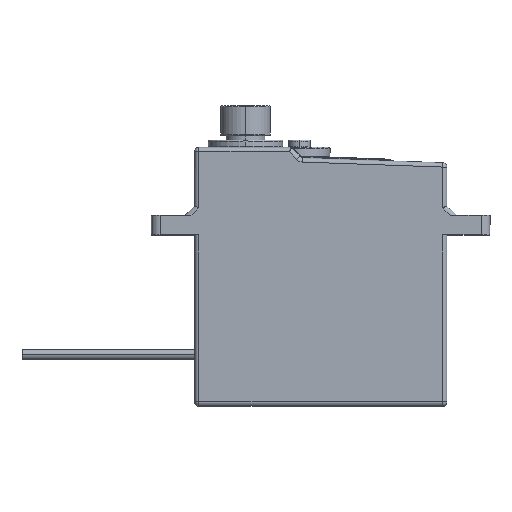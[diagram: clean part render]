
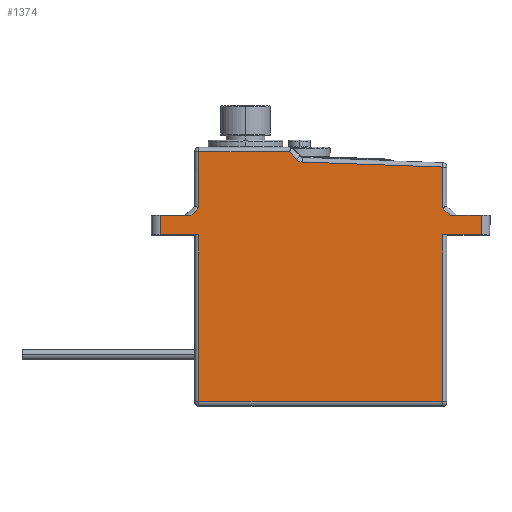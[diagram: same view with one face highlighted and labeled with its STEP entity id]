
A CAD part, top view. The second image highlights one B-rep face of the part: STEP entity #1374.
In plain terms, the highlighted planar face has unit normal (0, 0, 1).
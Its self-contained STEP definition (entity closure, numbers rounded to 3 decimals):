
#56 = DIRECTION ( 'NONE',  ( -0.685, 0.729, 0. ) ) ;
#70 = CARTESIAN_POINT ( 'NONE',  ( -18.625, 0., 13.8 ) ) ;
#110 = VERTEX_POINT ( 'NONE', #3767 ) ;
#113 = LINE ( 'NONE', #4600, #4381 ) ;
#121 = ORIENTED_EDGE ( 'NONE', *, *, #3115, .T. ) ;
#133 = VECTOR ( 'NONE', #1226, 1000. ) ;
#176 = EDGE_CURVE ( 'NONE', #5215, #430, #1340, .T. ) ;
#281 = DIRECTION ( 'NONE',  ( 0., 0., 1. ) ) ;
#282 = VECTOR ( 'NONE', #1765, 1000. ) ;
#368 = VERTEX_POINT ( 'NONE', #811 ) ;
#371 = CARTESIAN_POINT ( 'NONE',  ( 0., 19.85, 13.8 ) ) ;
#375 = LINE ( 'NONE', #3750, #3423 ) ;
#408 = EDGE_CURVE ( 'NONE', #4830, #814, #2160, .T. ) ;
#430 = VERTEX_POINT ( 'NONE', #3198 ) ;
#502 = ORIENTED_EDGE ( 'NONE', *, *, #3695, .F. ) ;
#512 = CARTESIAN_POINT ( 'NONE',  ( 0., 22.12, 13.8 ) ) ;
#553 = VERTEX_POINT ( 'NONE', #4585 ) ;
#596 = CARTESIAN_POINT ( 'NONE',  ( 14.125, 0.5, 13.8 ) ) ;
#625 = DIRECTION ( 'NONE',  ( 0., -1., 0. ) ) ;
#641 = CARTESIAN_POINT ( 'NONE',  ( 0., 29.5, 13.8 ) ) ;
#671 = VERTEX_POINT ( 'NONE', #733 ) ;
#733 = CARTESIAN_POINT ( 'NONE',  ( -14.125, 29.5, 13.8 ) ) ;
#779 = LINE ( 'NONE', #1994, #2597 ) ;
#789 = VERTEX_POINT ( 'NONE', #4912 ) ;
#811 = CARTESIAN_POINT ( 'NONE',  ( -2.803, 28.608, 13.8 ) ) ;
#814 = VERTEX_POINT ( 'NONE', #887 ) ;
#833 = LINE ( 'NONE', #989, #1737 ) ;
#887 = CARTESIAN_POINT ( 'NONE',  ( 18.625, 22.12, 13.8 ) ) ;
#918 = VECTOR ( 'NONE', #56, 1000. ) ;
#931 = LINE ( 'NONE', #512, #3818 ) ;
#934 = FACE_OUTER_BOUND ( 'NONE', #3791, .T. ) ;
#936 = EDGE_CURVE ( 'NONE', #949, #671, #3069, .T. ) ;
#948 = DIRECTION ( 'NONE',  ( -1., 0., 0. ) ) ;
#949 = VERTEX_POINT ( 'NONE', #1438 ) ;
#989 = CARTESIAN_POINT ( 'NONE',  ( -14.125, 0., 13.8 ) ) ;
#990 = CARTESIAN_POINT ( 'NONE',  ( 18.089, 19.261, 13.8 ) ) ;
#1032 = LINE ( 'NONE', #2463, #918 ) ;
#1100 = EDGE_CURVE ( 'NONE', #671, #789, #1186, .T. ) ;
#1132 = DIRECTION ( 'NONE',  ( 0., 1., 0. ) ) ;
#1186 = LINE ( 'NONE', #4739, #2154 ) ;
#1209 = DIRECTION ( 'NONE',  ( -1., 0., 0. ) ) ;
#1226 = DIRECTION ( 'NONE',  ( 0., -1., 0. ) ) ;
#1312 = ORIENTED_EDGE ( 'NONE', *, *, #3383, .T. ) ;
#1334 = DIRECTION ( 'NONE',  ( 0., 0., 1. ) ) ;
#1340 = LINE ( 'NONE', #990, #2271 ) ;
#1354 = ORIENTED_EDGE ( 'NONE', *, *, #1626, .F. ) ;
#1373 = CARTESIAN_POINT ( 'NONE',  ( -18.625, 22.12, 13.8 ) ) ;
#1374 = ADVANCED_FACE ( 'NONE', ( #934 ), #2530, .T. ) ;
#1417 = ORIENTED_EDGE ( 'NONE', *, *, #1100, .T. ) ;
#1438 = CARTESIAN_POINT ( 'NONE',  ( -3.641, 29.5, 13.8 ) ) ;
#1480 = CARTESIAN_POINT ( 'NONE',  ( 14.125, 27.717, 13.8 ) ) ;
#1626 = EDGE_CURVE ( 'NONE', #2872, #553, #4125, .T. ) ;
#1737 = VECTOR ( 'NONE', #625, 1000. ) ;
#1756 = ORIENTED_EDGE ( 'NONE', *, *, #3412, .T. ) ;
#1765 = DIRECTION ( 'NONE',  ( -0.999, 0.035, 0. ) ) ;
#1803 = CARTESIAN_POINT ( 'NONE',  ( -15.045, 22.12, 13.8 ) ) ;
#1822 = DIRECTION ( 'NONE',  ( 1., 0., 0. ) ) ;
#1853 = DIRECTION ( 'NONE',  ( -1., 0., 0. ) ) ;
#1890 = LINE ( 'NONE', #70, #133 ) ;
#1960 = CARTESIAN_POINT ( 'NONE',  ( 15.045, 22.12, 13.8 ) ) ;
#1994 = CARTESIAN_POINT ( 'NONE',  ( 14.125, 0., 13.8 ) ) ;
#2062 = VERTEX_POINT ( 'NONE', #596 ) ;
#2092 = VECTOR ( 'NONE', #1853, 1000. ) ;
#2154 = VECTOR ( 'NONE', #4395, 1000. ) ;
#2160 = LINE ( 'NONE', #3169, #2635 ) ;
#2271 = VECTOR ( 'NONE', #3394, 1000. ) ;
#2411 = LINE ( 'NONE', #3208, #282 ) ;
#2423 = VECTOR ( 'NONE', #2490, 1000. ) ;
#2463 = CARTESIAN_POINT ( 'NONE',  ( 12.786, 12.008, 13.8 ) ) ;
#2488 = VERTEX_POINT ( 'NONE', #3318 ) ;
#2490 = DIRECTION ( 'NONE',  ( 0., 1., 0. ) ) ;
#2508 = CARTESIAN_POINT ( 'NONE',  ( 14.125, 0., 13.8 ) ) ;
#2530 = PLANE ( 'NONE',  #2624 ) ;
#2538 = VERTEX_POINT ( 'NONE', #1803 ) ;
#2585 = DIRECTION ( 'NONE',  ( -0.729, -0.685, 0. ) ) ;
#2597 = VECTOR ( 'NONE', #1132, 1000. ) ;
#2624 = AXIS2_PLACEMENT_3D ( 'NONE', #2920, #1334, #4538 ) ;
#2635 = VECTOR ( 'NONE', #4831, 1000. ) ;
#2673 = EDGE_CURVE ( 'NONE', #430, #3140, #779, .T. ) ;
#2837 = ORIENTED_EDGE ( 'NONE', *, *, #176, .T. ) ;
#2863 = VERTEX_POINT ( 'NONE', #3566 ) ;
#2872 = VERTEX_POINT ( 'NONE', #4346 ) ;
#2920 = CARTESIAN_POINT ( 'NONE',  ( 0., 0., 13.8 ) ) ;
#2923 = ORIENTED_EDGE ( 'NONE', *, *, #4669, .F. ) ;
#2971 = LINE ( 'NONE', #3838, #5017 ) ;
#3069 = LINE ( 'NONE', #641, #2092 ) ;
#3093 = ORIENTED_EDGE ( 'NONE', *, *, #408, .T. ) ;
#3094 = ORIENTED_EDGE ( 'NONE', *, *, #2673, .T. ) ;
#3115 = EDGE_CURVE ( 'NONE', #2872, #2863, #833, .T. ) ;
#3140 = VERTEX_POINT ( 'NONE', #1480 ) ;
#3169 = CARTESIAN_POINT ( 'NONE',  ( 18.625, 0., 13.8 ) ) ;
#3198 = CARTESIAN_POINT ( 'NONE',  ( 14.125, 22.984, 13.8 ) ) ;
#3208 = CARTESIAN_POINT ( 'NONE',  ( 0.999, 28.183, 13.8 ) ) ;
#3290 = DIRECTION ( 'NONE',  ( 1., 0., 0. ) ) ;
#3301 = VECTOR ( 'NONE', #1209, 1000. ) ;
#3303 = VECTOR ( 'NONE', #3833, 1000. ) ;
#3318 = CARTESIAN_POINT ( 'NONE',  ( -2.11, 28.293, 13.8 ) ) ;
#3338 = ORIENTED_EDGE ( 'NONE', *, *, #4027, .F. ) ;
#3383 = EDGE_CURVE ( 'NONE', #3140, #2488, #2411, .T. ) ;
#3394 = DIRECTION ( 'NONE',  ( -0.729, 0.685, 0. ) ) ;
#3412 = EDGE_CURVE ( 'NONE', #2863, #2062, #2971, .T. ) ;
#3423 = VECTOR ( 'NONE', #948, 1000. ) ;
#3482 = ORIENTED_EDGE ( 'NONE', *, *, #3652, .T. ) ;
#3566 = CARTESIAN_POINT ( 'NONE',  ( -14.125, 0.5, 13.8 ) ) ;
#3625 = CIRCLE ( 'NONE', #4991, 1. ) ;
#3652 = EDGE_CURVE ( 'NONE', #4954, #553, #1890, .T. ) ;
#3695 = EDGE_CURVE ( 'NONE', #4954, #2538, #931, .T. ) ;
#3699 = EDGE_CURVE ( 'NONE', #368, #2488, #3625, .T. ) ;
#3731 = ORIENTED_EDGE ( 'NONE', *, *, #4859, .T. ) ;
#3750 = CARTESIAN_POINT ( 'NONE',  ( 0., 19.85, 13.8 ) ) ;
#3767 = CARTESIAN_POINT ( 'NONE',  ( 14.125, 19.85, 13.8 ) ) ;
#3769 = DIRECTION ( 'NONE',  ( 1., 0., 0. ) ) ;
#3791 = EDGE_LOOP ( 'NONE', ( #3338, #3093, #2923, #2837, #3094, #1312, #4421, #3731, #5023, #1417, #4687, #502, #3482, #1354, #121, #1756, #3842 ) ) ;
#3818 = VECTOR ( 'NONE', #3290, 1000. ) ;
#3820 = CARTESIAN_POINT ( 'NONE',  ( 0., 22.12, 13.8 ) ) ;
#3833 = DIRECTION ( 'NONE',  ( 1., 0., 0. ) ) ;
#3838 = CARTESIAN_POINT ( 'NONE',  ( 0., 0.5, 13.8 ) ) ;
#3842 = ORIENTED_EDGE ( 'NONE', *, *, #4518, .T. ) ;
#4027 = EDGE_CURVE ( 'NONE', #4830, #110, #375, .T. ) ;
#4125 = LINE ( 'NONE', #371, #3301 ) ;
#4264 = CARTESIAN_POINT ( 'NONE',  ( -2.075, 29.292, 13.8 ) ) ;
#4346 = CARTESIAN_POINT ( 'NONE',  ( -14.125, 19.85, 13.8 ) ) ;
#4381 = VECTOR ( 'NONE', #2585, 1000. ) ;
#4395 = DIRECTION ( 'NONE',  ( 0., -1., 0. ) ) ;
#4421 = ORIENTED_EDGE ( 'NONE', *, *, #3699, .F. ) ;
#4518 = EDGE_CURVE ( 'NONE', #2062, #110, #5034, .T. ) ;
#4538 = DIRECTION ( 'NONE',  ( 1., 0., 0. ) ) ;
#4585 = CARTESIAN_POINT ( 'NONE',  ( -18.625, 19.85, 13.8 ) ) ;
#4599 = EDGE_CURVE ( 'NONE', #789, #2538, #113, .T. ) ;
#4600 = CARTESIAN_POINT ( 'NONE',  ( -18.089, 19.261, 13.8 ) ) ;
#4669 = EDGE_CURVE ( 'NONE', #5215, #814, #4765, .T. ) ;
#4687 = ORIENTED_EDGE ( 'NONE', *, *, #4599, .T. ) ;
#4716 = CARTESIAN_POINT ( 'NONE',  ( 18.625, 19.85, 13.8 ) ) ;
#4739 = CARTESIAN_POINT ( 'NONE',  ( -14.125, 0., 13.8 ) ) ;
#4765 = LINE ( 'NONE', #3820, #3303 ) ;
#4830 = VERTEX_POINT ( 'NONE', #4716 ) ;
#4831 = DIRECTION ( 'NONE',  ( 0., 1., 0. ) ) ;
#4859 = EDGE_CURVE ( 'NONE', #368, #949, #1032, .T. ) ;
#4912 = CARTESIAN_POINT ( 'NONE',  ( -14.125, 22.984, 13.8 ) ) ;
#4954 = VERTEX_POINT ( 'NONE', #1373 ) ;
#4991 = AXIS2_PLACEMENT_3D ( 'NONE', #4264, #281, #1822 ) ;
#5017 = VECTOR ( 'NONE', #3769, 1000. ) ;
#5023 = ORIENTED_EDGE ( 'NONE', *, *, #936, .T. ) ;
#5034 = LINE ( 'NONE', #2508, #2423 ) ;
#5215 = VERTEX_POINT ( 'NONE', #1960 ) ;
